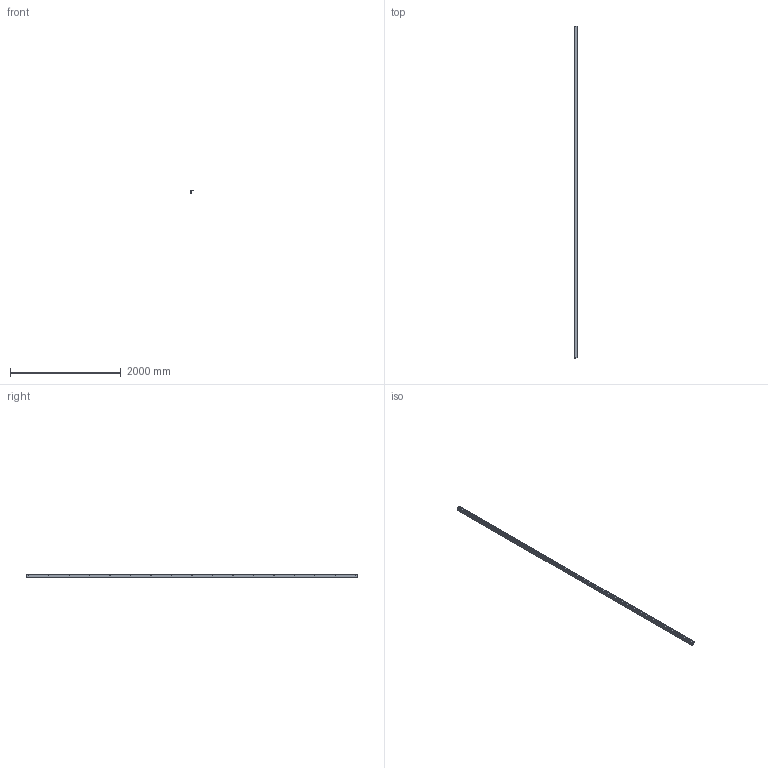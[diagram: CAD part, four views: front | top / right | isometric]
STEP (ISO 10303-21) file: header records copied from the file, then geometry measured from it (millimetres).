
FILE_DESCRIPTION(/* description */ (''),/* implementation_level */ '2;1');
FILE_NAME(/* name */ '23360.stp',/* time_stamp */ '2019-08-23T10:01:42+02:00',/* author */ ('Michel'),/* organization */ (''),/* preprocessor_version */ 'ST-DEVELOPER v17.2',/* originating_system */ 'Autodesk Inventor 2019',/* authorisation */ '');
FILE_SCHEMA (('AUTOMOTIVE_DESIGN { 1 0 10303 214 3 1 1 }'));
Length unit declared in the file: millimetre
Products named in the file (1): 23380
Bounding box: 46.34 x 6000 x 71 mm (x, y, z)
Volume: 2056987.7 mm3; surface area: 1780305.8 mm2
Topology: 1 solids, 1 shells, 155 faces, 510 edges, 340 vertices
Faces by surface type: cylinder 88, plane 67
Full cylindrical faces by diameter (mm): 5.3 x17
Entity records: 5987 total; most frequent: CARTESIAN_POINT 1346, ORIENTED_EDGE 1020, DIRECTION 964, EDGE_CURVE 510, AXIS2_PLACEMENT_3D 366, VERTEX_POINT 340, LINE 232, VECTOR 232
